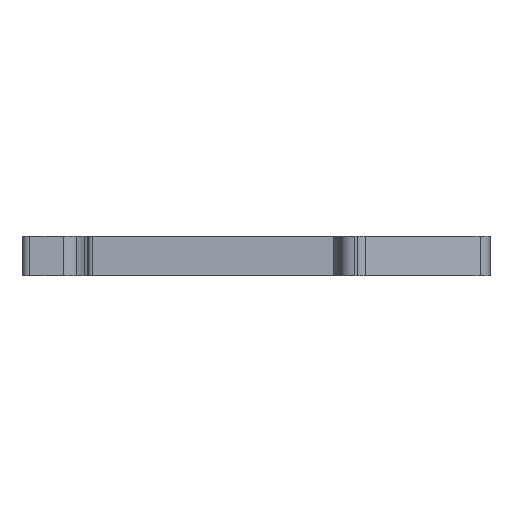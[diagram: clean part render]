
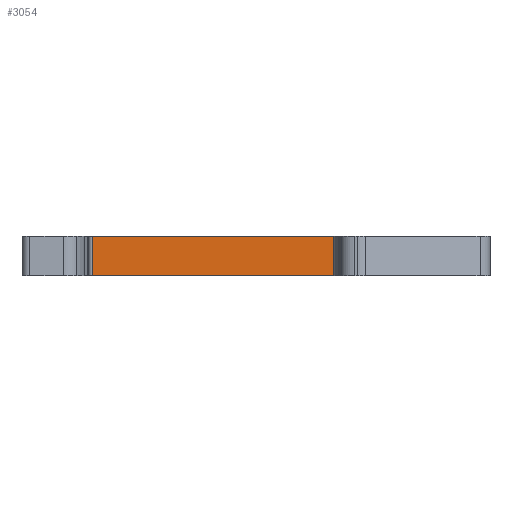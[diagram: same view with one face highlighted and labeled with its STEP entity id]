
A CAD part, front view. The second image highlights one B-rep face of the part: STEP entity #3054.
In plain terms, the highlighted planar face has unit normal (0, -1, 0).
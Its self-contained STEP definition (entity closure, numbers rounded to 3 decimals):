
#2996=CARTESIAN_POINT('',(18.583,112.633,0.));
#2997=VERTEX_POINT('',#2996);
#3006=CARTESIAN_POINT('',(18.583,112.633,-5.15));
#3007=VERTEX_POINT('',#3006);
#3015=CARTESIAN_POINT('',(18.583,112.633,-5.15));
#3016=DIRECTION('',(0.,0.,1.));
#3017=VECTOR('',#3016,5.15);
#3018=LINE('',#3015,#3017);
#3019=EDGE_CURVE('',#3007,#2997,#3018,.T.);
#3024=CARTESIAN_POINT('',(34.707,112.633,-2.575));
#3025=DIRECTION('',(-1.,0.,0.));
#3026=DIRECTION('',(0.,-1.,0.));
#3027=AXIS2_PLACEMENT_3D('',#3024,#3026,#3025);
#3028=PLANE('',#3027);
#3029=CARTESIAN_POINT('',(50.831,112.633,0.));
#3030=VERTEX_POINT('',#3029);
#3031=CARTESIAN_POINT('',(50.831,112.633,0.));
#3032=DIRECTION('',(-1.,0.,0.));
#3033=VECTOR('',#3032,32.248);
#3034=LINE('',#3031,#3033);
#3035=EDGE_CURVE('',#3030,#2997,#3034,.T.);
#3036=ORIENTED_EDGE('E292',*,*,#3035,.T.);
#3037=ORIENTED_EDGE('E292',*,*,#3019,.F.);
#3038=CARTESIAN_POINT('',(50.831,112.633,-5.15));
#3039=VERTEX_POINT('',#3038);
#3040=CARTESIAN_POINT('',(18.583,112.633,-5.15));
#3041=DIRECTION('',(1.,0.,0.));
#3042=VECTOR('',#3041,32.248);
#3043=LINE('',#3040,#3042);
#3044=EDGE_CURVE('',#3007,#3039,#3043,.T.);
#3045=ORIENTED_EDGE('E293',*,*,#3044,.T.);
#3046=CARTESIAN_POINT('',(50.831,112.633,-5.15));
#3047=DIRECTION('',(0.,0.,1.));
#3048=VECTOR('',#3047,5.15);
#3049=LINE('',#3046,#3048);
#3050=EDGE_CURVE('',#3039,#3030,#3049,.T.);
#3051=ORIENTED_EDGE('E294',*,*,#3050,.T.);
#3052=EDGE_LOOP('',(#3036,#3037,#3045,#3051));
#3053=FACE_OUTER_BOUND('',#3052,.T.);
#3054=ADVANCED_FACE('F82',(#3053),#3028,.T.);
